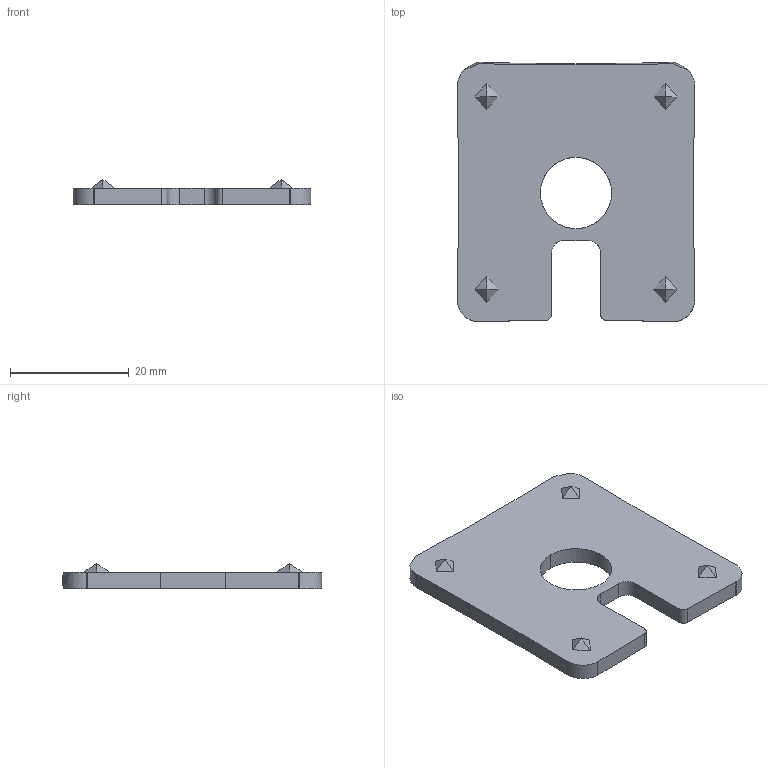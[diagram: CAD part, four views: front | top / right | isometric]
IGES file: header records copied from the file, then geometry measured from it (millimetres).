
Global section: file name: SV1665V_A; native system: Autodesk Inventor 2015; preprocessor: unknown; author: D. Wölk,; organization: 11; date: 20151130.122030; units: millimetre
Bounding box: 40 x 43.63 x 4.24 mm (x, y, z)
Volume: 4140.1 mm3; surface area: 3598.4 mm2
Topology: 1 solids, 1 shells, 52 faces, 137 edges, 91 vertices
Faces by surface type: bspline 52
